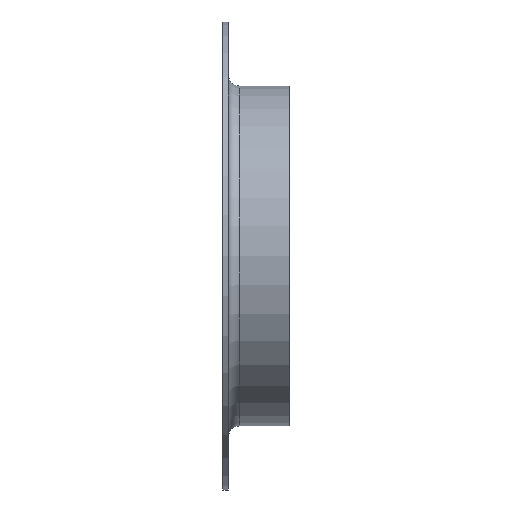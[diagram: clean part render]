
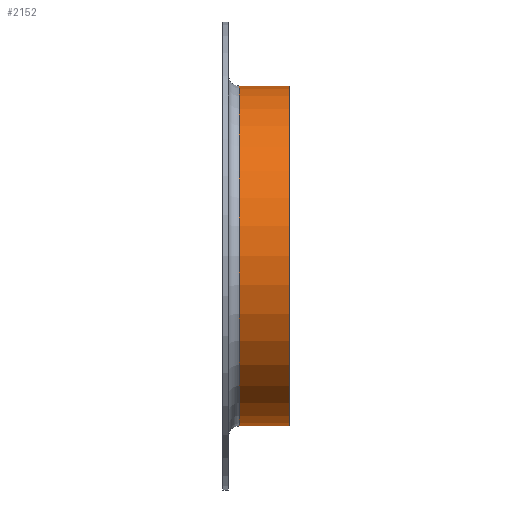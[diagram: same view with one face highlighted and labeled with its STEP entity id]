
A CAD part, top view. The second image highlights one B-rep face of the part: STEP entity #2152.
In plain terms, the highlighted cylindrical face has radius 77 mm (diameter 154 mm), a full revolution.
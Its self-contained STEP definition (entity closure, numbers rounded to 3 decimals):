
#104 = DIRECTION ( 'NONE',  ( 0., 0., 1. ) ) ;
#274 = CYLINDRICAL_SURFACE ( 'NONE', #3358, 77. ) ;
#1429 = FACE_OUTER_BOUND ( 'NONE', #6462, .T. ) ;
#1568 = CARTESIAN_POINT ( 'NONE',  ( 0., 0., 0. ) ) ;
#1841 = EDGE_LOOP ( 'NONE', ( #11589 ) ) ;
#2152 = ADVANCED_FACE ( 'NONE', ( #13532, #1429 ), #274, .T. ) ;
#3130 = ORIENTED_EDGE ( 'NONE', *, *, #10743, .T. ) ;
#3358 = AXIS2_PLACEMENT_3D ( 'NONE', #1568, #5889, #12249 ) ;
#5056 = CARTESIAN_POINT ( 'NONE',  ( 7.5, 0., 77. ) ) ;
#5889 = DIRECTION ( 'NONE',  ( -1., 0., 0. ) ) ;
#6462 = EDGE_LOOP ( 'NONE', ( #3130 ) ) ;
#7399 = VERTEX_POINT ( 'NONE', #13862 ) ;
#7688 = DIRECTION ( 'NONE',  ( 0., 0., 1. ) ) ;
#7892 = DIRECTION ( 'NONE',  ( -1., 0., 0. ) ) ;
#8081 = AXIS2_PLACEMENT_3D ( 'NONE', #12350, #10000, #104 ) ;
#8267 = VERTEX_POINT ( 'NONE', #5056 ) ;
#8835 = CARTESIAN_POINT ( 'NONE',  ( 7.5, 0., 0. ) ) ;
#10000 = DIRECTION ( 'NONE',  ( -1., 0., 0. ) ) ;
#10670 = EDGE_CURVE ( 'NONE', #8267, #8267, #11311, .T. ) ;
#10743 = EDGE_CURVE ( 'NONE', #7399, #7399, #13127, .T. ) ;
#11311 = CIRCLE ( 'NONE', #13596, 77. ) ;
#11589 = ORIENTED_EDGE ( 'NONE', *, *, #10670, .F. ) ;
#12249 = DIRECTION ( 'NONE',  ( 0., 0., 1. ) ) ;
#12350 = CARTESIAN_POINT ( 'NONE',  ( 30., 0., 0. ) ) ;
#13127 = CIRCLE ( 'NONE', #8081, 77. ) ;
#13532 = FACE_OUTER_BOUND ( 'NONE', #1841, .T. ) ;
#13596 = AXIS2_PLACEMENT_3D ( 'NONE', #8835, #7892, #7688 ) ;
#13862 = CARTESIAN_POINT ( 'NONE',  ( 30., 0., 77. ) ) ;
